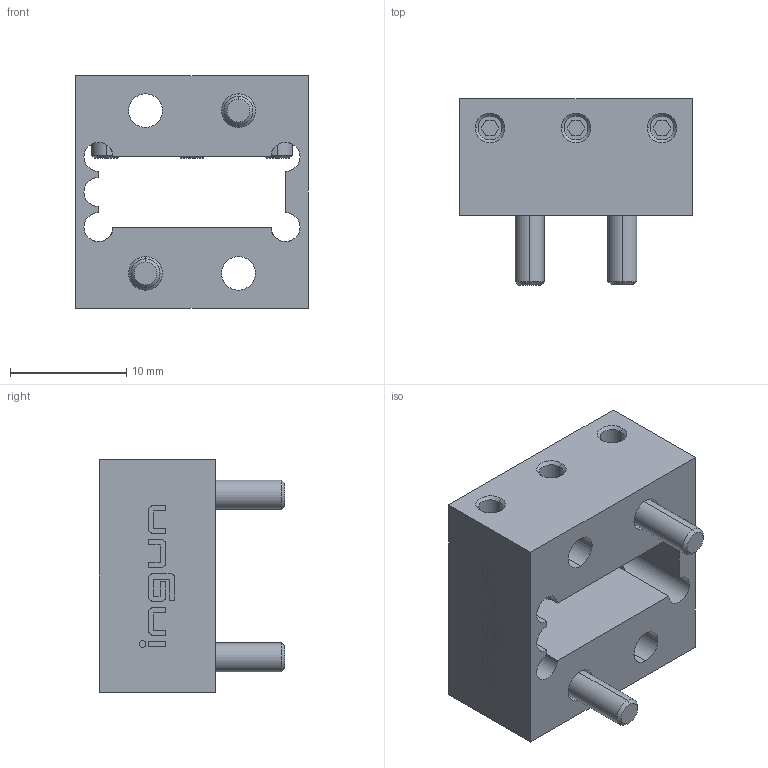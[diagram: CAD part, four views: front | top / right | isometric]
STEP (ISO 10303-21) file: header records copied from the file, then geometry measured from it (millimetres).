
FILE_DESCRIPTION (( 'STEP AP203' ), '1' );
FILE_NAME ('INGUN_KS-802_HMTD-2.STEP', '2022-02-09T05:33:24', ( 'ochi' ), ( '' ), 'SwSTEP 2.0', 'SolidWorks 2018', '' );
FILE_SCHEMA (( 'CONFIG_CONTROL_DESIGN' ));
Length unit declared in the file: millimetre
Products named in the file (1): INGUN_KS-802_HMTD-2
Bounding box: 20 x 16 x 20 mm (x, y, z)
Volume: 2630.4 mm3; surface area: 2709.4 mm2
Topology: 1 solids, 1 shells, 224 faces, 585 edges, 380 vertices
Faces by surface type: cylinder 103, plane 93, cone 28
Entity records: 7184 total; most frequent: CARTESIAN_POINT 1420, DIRECTION 1225, ORIENTED_EDGE 1170, EDGE_CURVE 585, AXIS2_PLACEMENT_3D 441, VERTEX_POINT 380, VECTOR 343, LINE 343
